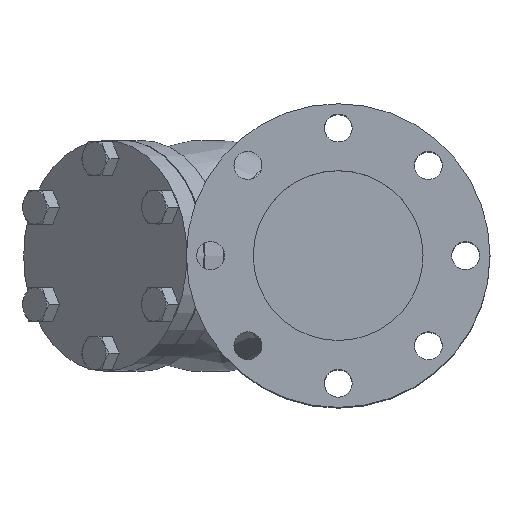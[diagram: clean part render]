
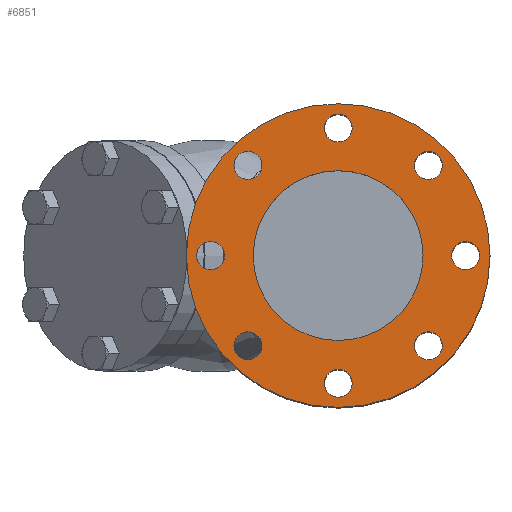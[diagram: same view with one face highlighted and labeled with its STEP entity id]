
A CAD part, top view. The second image highlights one B-rep face of the part: STEP entity #6851.
In plain terms, the highlighted planar face has unit normal (0, 0, 1).
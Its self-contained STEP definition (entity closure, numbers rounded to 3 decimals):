
#4934=CARTESIAN_POINT('',(69.9,0.0,195.0));
#4935=VERTEX_POINT('',#4934);
#4936=CARTESIAN_POINT('',(0.,0.0,195.0));
#4937=DIRECTION('',(0.0,0.0,-1.0));
#4938=DIRECTION('',(1.0,0.0,0.0));
#4939=AXIS2_PLACEMENT_3D('',#4936,#4937,#4938);
#4940=CIRCLE('',#4939,69.9);
#4941=EDGE_CURVE('',#4935,#4935,#4940,.T.);
#5228=CARTESIAN_POINT('',(125.,0.,195.0));
#5229=VERTEX_POINT('',#5228);
#5230=CARTESIAN_POINT('',(0.,0.0,195.0));
#5231=DIRECTION('',(0.0,0.0,-1.0));
#5232=DIRECTION('',(-1.0,0.0,0.0));
#5233=AXIS2_PLACEMENT_3D('',#5230,#5231,#5232);
#5234=CIRCLE('',#5233,125.0);
#5235=EDGE_CURVE('',#5229,#5229,#5234,.T.);
#5251=CARTESIAN_POINT('',(8.132,113.132,195.0));
#5252=VERTEX_POINT('',#5251);
#5253=CARTESIAN_POINT('',(0.,105.0,195.0));
#5254=DIRECTION('',(0.0,0.0,-1.0));
#5255=DIRECTION('',(0.707,0.707,0.0));
#5256=AXIS2_PLACEMENT_3D('',#5253,#5254,#5255);
#5257=CIRCLE('',#5256,11.5);
#5258=EDGE_CURVE('',#5252,#5252,#5257,.T.);
#5271=CARTESIAN_POINT('',(-74.246,85.746,195.0));
#5272=VERTEX_POINT('',#5271);
#5273=CARTESIAN_POINT('',(-74.246,74.246,195.0));
#5274=DIRECTION('',(0.0,0.0,-1.0));
#5275=DIRECTION('',(0.0,1.0,0.0));
#5276=AXIS2_PLACEMENT_3D('',#5273,#5274,#5275);
#5277=CIRCLE('',#5276,11.5);
#5278=EDGE_CURVE('',#5272,#5272,#5277,.T.);
#5291=CARTESIAN_POINT('',(-113.132,8.132,195.0));
#5292=VERTEX_POINT('',#5291);
#5293=CARTESIAN_POINT('',(-105.0,0.,195.0));
#5294=DIRECTION('',(0.0,0.0,-1.0));
#5295=DIRECTION('',(-0.707,0.707,0.0));
#5296=AXIS2_PLACEMENT_3D('',#5293,#5294,#5295);
#5297=CIRCLE('',#5296,11.5);
#5298=EDGE_CURVE('',#5292,#5292,#5297,.T.);
#5311=CARTESIAN_POINT('',(-85.746,-74.246,195.0));
#5312=VERTEX_POINT('',#5311);
#5313=CARTESIAN_POINT('',(-74.246,-74.246,195.0));
#5314=DIRECTION('',(0.0,0.0,-1.0));
#5315=DIRECTION('',(-1.0,0.0,0.0));
#5316=AXIS2_PLACEMENT_3D('',#5313,#5314,#5315);
#5317=CIRCLE('',#5316,11.5);
#5318=EDGE_CURVE('',#5312,#5312,#5317,.T.);
#5331=CARTESIAN_POINT('',(-8.132,-113.132,195.0));
#5332=VERTEX_POINT('',#5331);
#5333=CARTESIAN_POINT('',(0.,-105.0,195.0));
#5334=DIRECTION('',(0.0,0.0,-1.0));
#5335=DIRECTION('',(-0.707,-0.707,0.0));
#5336=AXIS2_PLACEMENT_3D('',#5333,#5334,#5335);
#5337=CIRCLE('',#5336,11.5);
#5338=EDGE_CURVE('',#5332,#5332,#5337,.T.);
#5351=CARTESIAN_POINT('',(74.246,-85.746,195.0));
#5352=VERTEX_POINT('',#5351);
#5353=CARTESIAN_POINT('',(74.246,-74.246,195.0));
#5354=DIRECTION('',(0.0,0.0,-1.0));
#5355=DIRECTION('',(0.0,-1.0,0.0));
#5356=AXIS2_PLACEMENT_3D('',#5353,#5354,#5355);
#5357=CIRCLE('',#5356,11.5);
#5358=EDGE_CURVE('',#5352,#5352,#5357,.T.);
#5371=CARTESIAN_POINT('',(113.132,-8.132,195.0));
#5372=VERTEX_POINT('',#5371);
#5373=CARTESIAN_POINT('',(105.0,0.,195.0));
#5374=DIRECTION('',(0.0,0.0,-1.0));
#5375=DIRECTION('',(0.707,-0.707,0.0));
#5376=AXIS2_PLACEMENT_3D('',#5373,#5374,#5375);
#5377=CIRCLE('',#5376,11.5);
#5378=EDGE_CURVE('',#5372,#5372,#5377,.T.);
#5391=CARTESIAN_POINT('',(85.746,74.246,195.0));
#5392=VERTEX_POINT('',#5391);
#5393=CARTESIAN_POINT('',(74.246,74.246,195.0));
#5394=DIRECTION('',(0.0,0.0,-1.0));
#5395=DIRECTION('',(1.0,0.0,0.0));
#5396=AXIS2_PLACEMENT_3D('',#5393,#5394,#5395);
#5397=CIRCLE('',#5396,11.5);
#5398=EDGE_CURVE('',#5392,#5392,#5397,.T.);
#6816=CARTESIAN_POINT('',(0.,0.0,195.0));
#6817=DIRECTION('',(0.0,0.0,1.0));
#6818=DIRECTION('',(1.0,0.0,0.0));
#6819=AXIS2_PLACEMENT_3D('',#6816,#6817,#6818);
#6820=PLANE('',#6819);
#6821=ORIENTED_EDGE('',*,*,#5235,.F.);
#6822=EDGE_LOOP('',(#6821));
#6823=FACE_OUTER_BOUND('',#6822,.T.);
#6824=ORIENTED_EDGE('',*,*,#4941,.T.);
#6825=EDGE_LOOP('',(#6824));
#6826=FACE_BOUND('',#6825,.T.);
#6827=ORIENTED_EDGE('',*,*,#5258,.T.);
#6828=EDGE_LOOP('',(#6827));
#6829=FACE_BOUND('',#6828,.T.);
#6830=ORIENTED_EDGE('',*,*,#5278,.T.);
#6831=EDGE_LOOP('',(#6830));
#6832=FACE_BOUND('',#6831,.T.);
#6833=ORIENTED_EDGE('',*,*,#5298,.T.);
#6834=EDGE_LOOP('',(#6833));
#6835=FACE_BOUND('',#6834,.T.);
#6836=ORIENTED_EDGE('',*,*,#5318,.T.);
#6837=EDGE_LOOP('',(#6836));
#6838=FACE_BOUND('',#6837,.T.);
#6839=ORIENTED_EDGE('',*,*,#5338,.T.);
#6840=EDGE_LOOP('',(#6839));
#6841=FACE_BOUND('',#6840,.T.);
#6842=ORIENTED_EDGE('',*,*,#5358,.T.);
#6843=EDGE_LOOP('',(#6842));
#6844=FACE_BOUND('',#6843,.T.);
#6845=ORIENTED_EDGE('',*,*,#5378,.T.);
#6846=EDGE_LOOP('',(#6845));
#6847=FACE_BOUND('',#6846,.T.);
#6848=ORIENTED_EDGE('',*,*,#5398,.T.);
#6849=EDGE_LOOP('',(#6848));
#6850=FACE_BOUND('',#6849,.T.);
#6851=ADVANCED_FACE('',(#6823,#6826,#6829,#6832,#6835,#6838,#6841,#6844,#6847,#6850),#6820,.T.);
